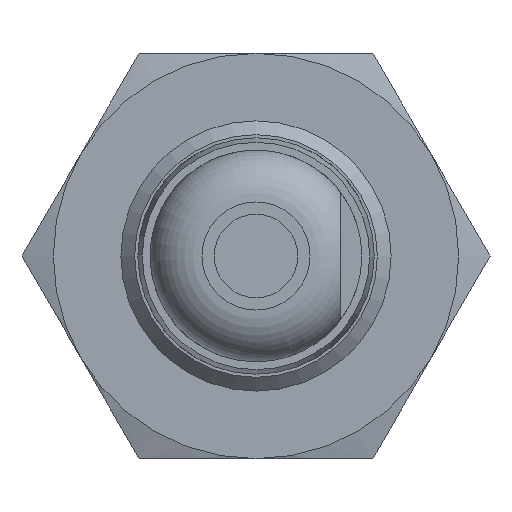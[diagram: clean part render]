
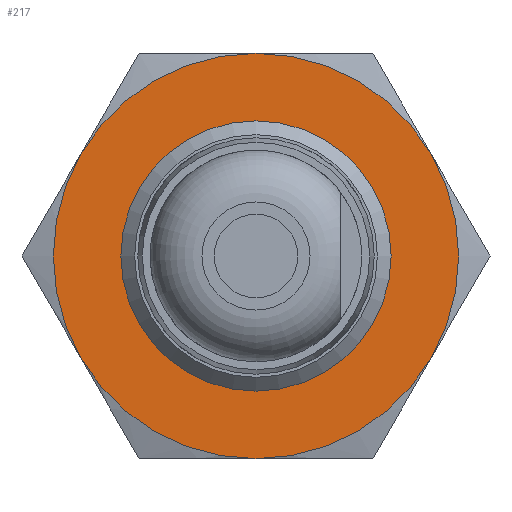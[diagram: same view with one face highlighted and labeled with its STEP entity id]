
A CAD part, left-side view. The second image highlights one B-rep face of the part: STEP entity #217.
In plain terms, the highlighted planar face has unit normal (-1, 0, 0).
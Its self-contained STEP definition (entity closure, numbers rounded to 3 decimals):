
#217 = ADVANCED_FACE( '', ( #328, #329 ), #330, .F. );
#328 = FACE_OUTER_BOUND( '', #451, .T. );
#329 = FACE_BOUND( '', #452, .T. );
#330 = PLANE( '', #453 );
#451 = EDGE_LOOP( '', ( #681, #682, #683, #684, #685, #686 ) );
#452 = EDGE_LOOP( '', ( #687 ) );
#453 = AXIS2_PLACEMENT_3D( '', #688, #689, #690 );
#681 = ORIENTED_EDGE( '', *, *, #824, .F. );
#682 = ORIENTED_EDGE( '', *, *, #825, .F. );
#683 = ORIENTED_EDGE( '', *, *, #826, .F. );
#684 = ORIENTED_EDGE( '', *, *, #822, .F. );
#685 = ORIENTED_EDGE( '', *, *, #820, .F. );
#686 = ORIENTED_EDGE( '', *, *, #821, .F. );
#687 = ORIENTED_EDGE( '', *, *, #812, .T. );
#688 = CARTESIAN_POINT( '', ( 0., 0., 0. ) );
#689 = DIRECTION( '', ( 1., 0., 0. ) );
#690 = DIRECTION( '', ( 0., 0., -1. ) );
#812 = EDGE_CURVE( '', #927, #927, #928, .T. );
#820 = EDGE_CURVE( '', #900, #918, #939, .T. );
#821 = EDGE_CURVE( '', #909, #900, #940, .T. );
#822 = EDGE_CURVE( '', #918, #941, #942, .T. );
#824 = EDGE_CURVE( '', #944, #909, #945, .T. );
#825 = EDGE_CURVE( '', #946, #944, #947, .T. );
#826 = EDGE_CURVE( '', #941, #946, #948, .T. );
#900 = VERTEX_POINT( '', #1492 );
#909 = VERTEX_POINT( '', #1522 );
#918 = VERTEX_POINT( '', #1552 );
#927 = VERTEX_POINT( '', #1571 );
#928 = CIRCLE( '', #1572, 6. );
#939 = CIRCLE( '', #1588, 9. );
#940 = CIRCLE( '', #1589, 9. );
#941 = VERTEX_POINT( '', #1590 );
#942 = CIRCLE( '', #1591, 9. );
#944 = VERTEX_POINT( '', #1598 );
#945 = CIRCLE( '', #1599, 9. );
#946 = VERTEX_POINT( '', #1600 );
#947 = CIRCLE( '', #1601, 9. );
#948 = CIRCLE( '', #1602, 9. );
#1492 = CARTESIAN_POINT( '', ( 0., 0., 9. ) );
#1522 = CARTESIAN_POINT( '', ( 0., 7.794, 4.5 ) );
#1552 = CARTESIAN_POINT( '', ( 0., -7.794, 4.5 ) );
#1571 = CARTESIAN_POINT( '', ( 0., 0., -6. ) );
#1572 = AXIS2_PLACEMENT_3D( '', #1732, #1733, #1734 );
#1588 = AXIS2_PLACEMENT_3D( '', #1753, #1754, #1755 );
#1589 = AXIS2_PLACEMENT_3D( '', #1756, #1757, #1758 );
#1590 = CARTESIAN_POINT( '', ( 0., -7.794, -4.5 ) );
#1591 = AXIS2_PLACEMENT_3D( '', #1759, #1760, #1761 );
#1598 = CARTESIAN_POINT( '', ( 0., 7.794, -4.5 ) );
#1599 = AXIS2_PLACEMENT_3D( '', #1762, #1763, #1764 );
#1600 = CARTESIAN_POINT( '', ( 0., 0., -9. ) );
#1601 = AXIS2_PLACEMENT_3D( '', #1765, #1766, #1767 );
#1602 = AXIS2_PLACEMENT_3D( '', #1768, #1769, #1770 );
#1732 = CARTESIAN_POINT( '', ( 0., 0., 0. ) );
#1733 = DIRECTION( '', ( 1., 0., 0. ) );
#1734 = DIRECTION( '', ( 0., 0., -1. ) );
#1753 = CARTESIAN_POINT( '', ( 0., 0., 0. ) );
#1754 = DIRECTION( '', ( 1., 0., 0. ) );
#1755 = DIRECTION( '', ( 0., 0., -1. ) );
#1756 = CARTESIAN_POINT( '', ( 0., 0., 0. ) );
#1757 = DIRECTION( '', ( 1., 0., 0. ) );
#1758 = DIRECTION( '', ( 0., 0., -1. ) );
#1759 = CARTESIAN_POINT( '', ( 0., 0., 0. ) );
#1760 = DIRECTION( '', ( 1., 0., 0. ) );
#1761 = DIRECTION( '', ( 0., 0., -1. ) );
#1762 = CARTESIAN_POINT( '', ( 0., 0., 0. ) );
#1763 = DIRECTION( '', ( 1., 0., 0. ) );
#1764 = DIRECTION( '', ( 0., 0., -1. ) );
#1765 = CARTESIAN_POINT( '', ( 0., 0., 0. ) );
#1766 = DIRECTION( '', ( 1., 0., 0. ) );
#1767 = DIRECTION( '', ( 0., 0., -1. ) );
#1768 = CARTESIAN_POINT( '', ( 0., 0., 0. ) );
#1769 = DIRECTION( '', ( 1., 0., 0. ) );
#1770 = DIRECTION( '', ( 0., 0., -1. ) );
